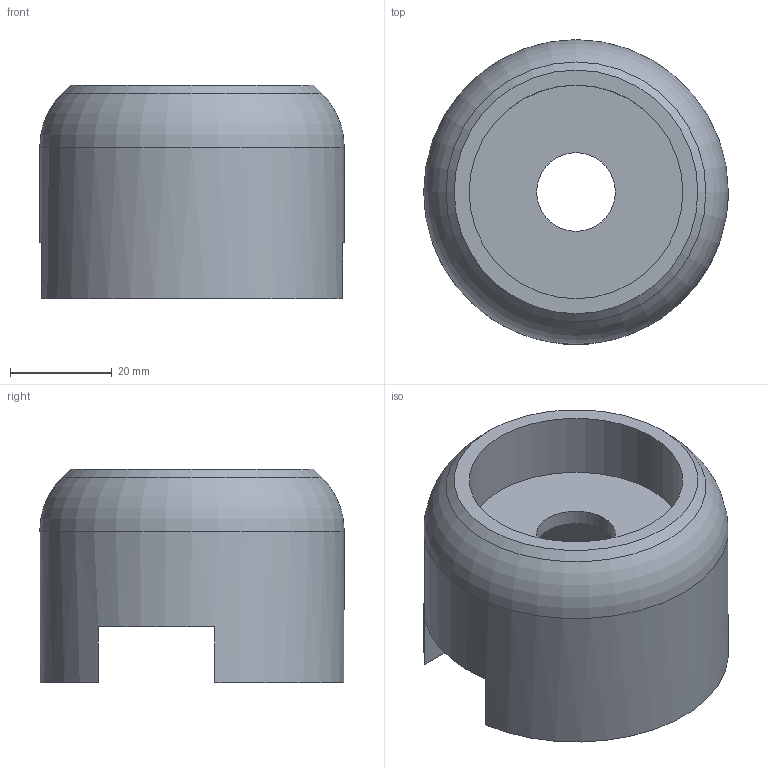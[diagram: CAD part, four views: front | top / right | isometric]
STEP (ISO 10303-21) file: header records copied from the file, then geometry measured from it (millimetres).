
FILE_DESCRIPTION(('HOOPS Exchange Step'),'2;1');
FILE_NAME('temp_export','2025-01-14T13:10:36+10:00',('mobile'),('Shapr3D Limited'),'HOOPS Exchange 2024.6','Shapr3D','Authorized');
FILE_SCHEMA( ('AP242_MANAGED_MODEL_BASED_3D_ENGINEERING_MIM_LF {1 0 10303 442 1 1 4 }') );
Length unit declared in the file: millimetre
Products named in the file (2): Base House.step; root
Assembly tree (1 placements, depth 2):
  root
    Base House.step
Bounding box: 60 x 60 x 42 mm (x, y, z)
Volume: 68717.9 mm3; surface area: 16895.3 mm2
Topology: 1 solids, 1 shells, 59 faces, 149 edges, 101 vertices
Faces by surface type: plane 34, bspline 16, cylinder 7, cone 1, torus 1
Full cylindrical faces by diameter (mm): 2 x4, 15.5 x1, 42.1 x1, 60 x1
Entity records: 2204 total; most frequent: CARTESIAN_POINT 793, ORIENTED_EDGE 298, DIRECTION 239, EDGE_CURVE 149, VERTEX_POINT 101, VECTOR 89, LINE 89, AXIS2_PLACEMENT_3D 75
